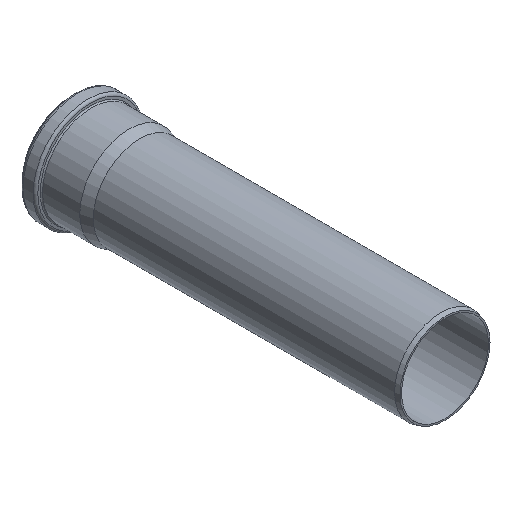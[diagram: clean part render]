
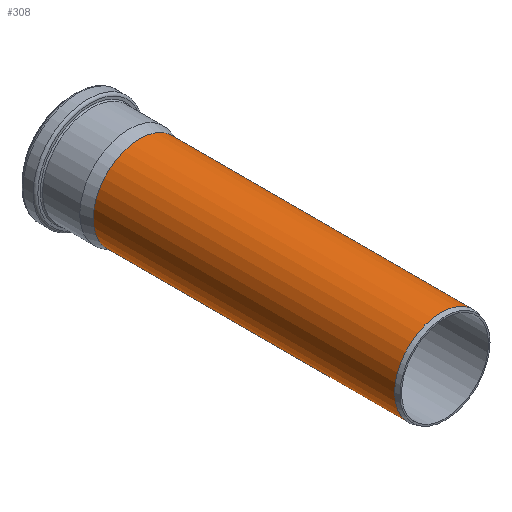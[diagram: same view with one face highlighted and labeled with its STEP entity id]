
A CAD part, isometric view. The second image highlights one B-rep face of the part: STEP entity #308.
In plain terms, the highlighted cylindrical face has radius 37.65 mm (diameter 75.3 mm), a full revolution.
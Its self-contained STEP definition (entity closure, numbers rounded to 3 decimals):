
#26=CYLINDRICAL_SURFACE('',#343,37.65);
#40=FACE_BOUND('',#102,.T.);
#69=FACE_OUTER_BOUND('',#101,.T.);
#101=EDGE_LOOP('',(#246));
#102=EDGE_LOOP('',(#247));
#153=CIRCLE('',#337,37.65);
#157=CIRCLE('',#344,37.65);
#182=VERTEX_POINT('',#514);
#186=VERTEX_POINT('',#525);
#211=EDGE_CURVE('',#182,#182,#153,.T.);
#215=EDGE_CURVE('',#186,#186,#157,.T.);
#246=ORIENTED_EDGE('',*,*,#211,.F.);
#247=ORIENTED_EDGE('',*,*,#215,.T.);
#308=ADVANCED_FACE('',(#69,#40),#26,.T.);
#337=AXIS2_PLACEMENT_3D('',#515,#398,#399);
#343=AXIS2_PLACEMENT_3D('',#524,#410,#411);
#344=AXIS2_PLACEMENT_3D('',#526,#412,#413);
#398=DIRECTION('center_axis',(0.,-1.,0.));
#399=DIRECTION('ref_axis',(1.,0.,0.));
#410=DIRECTION('center_axis',(0.,-1.,0.));
#411=DIRECTION('ref_axis',(1.,0.,0.));
#412=DIRECTION('center_axis',(0.,-1.,0.));
#413=DIRECTION('ref_axis',(1.,0.,0.));
#514=CARTESIAN_POINT('',(37.65,-245.283,0.));
#515=CARTESIAN_POINT('Origin',(0.,-245.283,0.));
#524=CARTESIAN_POINT('Origin',(0.,0.242,
0.));
#525=CARTESIAN_POINT('',(37.65,0.483,0.));
#526=CARTESIAN_POINT('Origin',(0.,0.483,0.));
